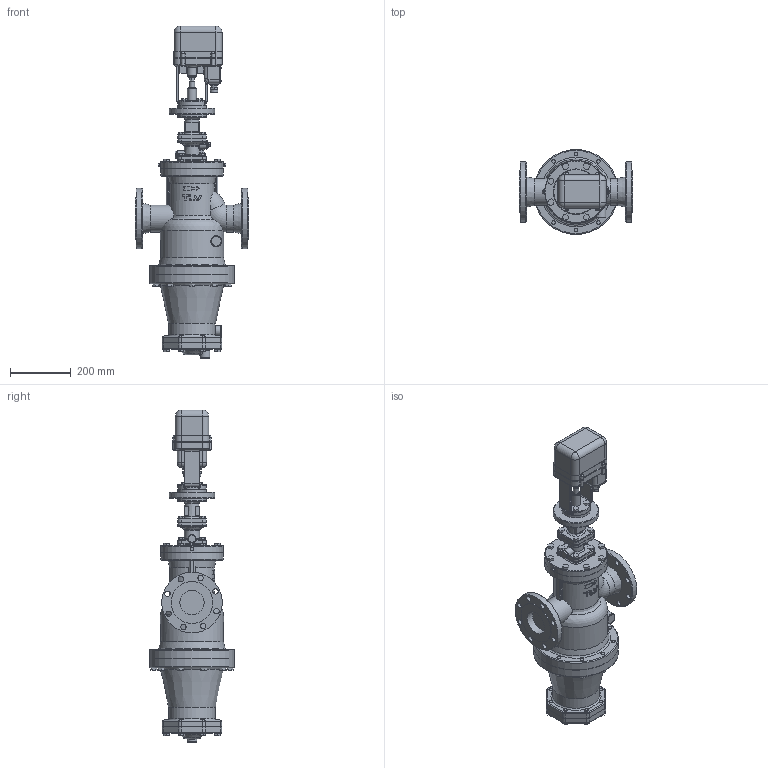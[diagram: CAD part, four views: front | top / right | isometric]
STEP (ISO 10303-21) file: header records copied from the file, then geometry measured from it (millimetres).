
FILE_DESCRIPTION((''),'2;1');
FILE_NAME('ccs16-080-e0025-00.stp','2009-08-28T13:33:26',('nakaot'),(''),'Autodesk Inventor 2008','Autodesk Inventor 2008','');
FILE_SCHEMA(('AUTOMOTIVE_DESIGN { 1 0 10303 214 1 1 1 1 }'));
Length unit declared in the file: millimetre
Products named in the file (1): ccs16-080-e0025-00
Bounding box: 374 x 280 x 1095 mm (x, y, z)
Volume: 24793161 mm3; surface area: 1219626.5 mm2
Topology: 3 solids, 3 shells, 1260 faces, 3073 edges, 1937 vertices
Faces by surface type: plane 662, cylinder 351, bspline 158, torus 67, cone 14, sphere 8
Full cylindrical faces by diameter (mm): 5.5 x4, 5.9 x4, 6 x4, 10 x16, 12 x54, 17 x1, 18 x9, 20 x2, 21 x1, 23 x1, 24 x2, 27 x1, 28.266 x1, 30 x2, 32 x2, 45.96 x1, 46.334 x1, 52.465 x1, 54.293 x1, 80 x1, 82.5 x1, 89 x2, 95 x3, 125.202 x1, 125.563 x1, 138 x1, 150 x1, 155 x1, 200 x2, 206 x2
Entity records: 50208 total; most frequent: CARTESIAN_POINT 21678, ORIENTED_EDGE 5710, DIRECTION 5707, EDGE_CURVE 2855, AXIS2_PLACEMENT_3D 2046, VERTEX_POINT 1908, EDGE_LOOP 1677, VECTOR 1615
